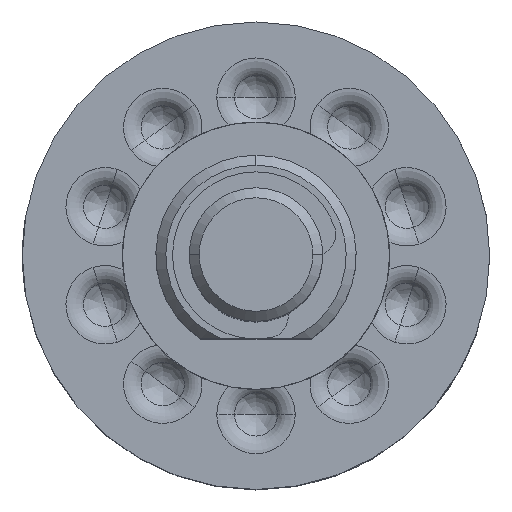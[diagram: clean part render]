
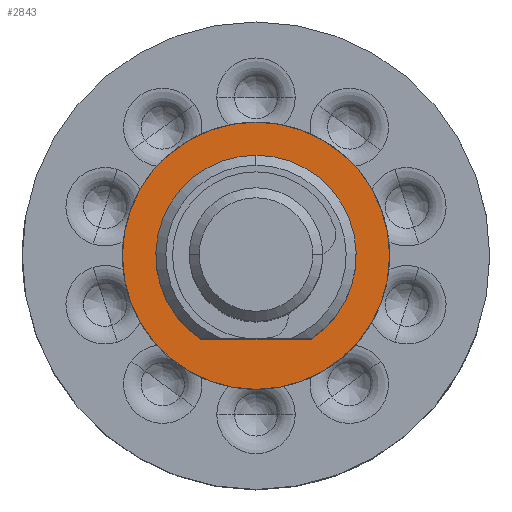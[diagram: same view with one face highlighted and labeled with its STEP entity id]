
A CAD part, top view. The second image highlights one B-rep face of the part: STEP entity #2843.
In plain terms, the highlighted planar face has unit normal (0, 0, 1).
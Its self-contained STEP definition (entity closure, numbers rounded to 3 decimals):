
#201 = EDGE_LOOP ( 'NONE', ( #15364, #15294 ) ) ;
#231 = DIRECTION ( 'NONE',  ( 0., 0., 1. ) ) ;
#599 = DIRECTION ( 'NONE',  ( 0., -1., 0. ) ) ;
#994 = ORIENTED_EDGE ( 'NONE', *, *, #15369, .T. ) ;
#1140 = FACE_OUTER_BOUND ( 'NONE', #201, .T. ) ;
#1269 = VERTEX_POINT ( 'NONE', #12020 ) ;
#1627 = VERTEX_POINT ( 'NONE', #8654 ) ;
#1847 = DIRECTION ( 'NONE',  ( -1., 0., 0. ) ) ;
#2843 = ADVANCED_FACE ( 'NONE', ( #5512, #1140 ), #13706, .T. ) ;
#2906 = DIRECTION ( 'NONE',  ( 0., -1., 0. ) ) ;
#3729 = DIRECTION ( 'NONE',  ( 0., -1., 0. ) ) ;
#4762 = DIRECTION ( 'NONE',  ( 0., -1., 0. ) ) ;
#4998 = ORIENTED_EDGE ( 'NONE', *, *, #5326, .F. ) ;
#5026 = ORIENTED_EDGE ( 'NONE', *, *, #9254, .F. ) ;
#5030 = CIRCLE ( 'NONE', #7754, 4. ) ;
#5326 = EDGE_CURVE ( 'NONE', #1269, #15001, #10778, .T. ) ;
#5419 = VERTEX_POINT ( 'NONE', #9520 ) ;
#5512 = FACE_BOUND ( 'NONE', #7483, .T. ) ;
#5538 = DIRECTION ( 'NONE',  ( 0., -1., 0. ) ) ;
#6529 = CARTESIAN_POINT ( 'NONE',  ( 0., 0., 0. ) ) ;
#7397 = EDGE_CURVE ( 'NONE', #5419, #1627, #5030, .T. ) ;
#7483 = EDGE_LOOP ( 'NONE', ( #5026, #994, #4998 ) ) ;
#7584 = CARTESIAN_POINT ( 'NONE',  ( 1.658, -2.5, 0. ) ) ;
#7754 = AXIS2_PLACEMENT_3D ( 'NONE', #11067, #231, #3729 ) ;
#8140 = AXIS2_PLACEMENT_3D ( 'NONE', #14126, #15194, #5538 ) ;
#8242 = CIRCLE ( 'NONE', #8140, 4. ) ;
#8654 = CARTESIAN_POINT ( 'NONE',  ( 0., 4., 0. ) ) ;
#9129 = LINE ( 'NONE', #14893, #10409 ) ;
#9254 = EDGE_CURVE ( 'NONE', #13309, #1269, #13521, .T. ) ;
#9520 = CARTESIAN_POINT ( 'NONE',  ( 0., -4., 0. ) ) ;
#9720 = EDGE_CURVE ( 'NONE', #1627, #5419, #8242, .T. ) ;
#10133 = DIRECTION ( 'NONE',  ( 0., 0., 1. ) ) ;
#10226 = CARTESIAN_POINT ( 'NONE',  ( 0., 0., 0. ) ) ;
#10409 = VECTOR ( 'NONE', #1847, 1000. ) ;
#10778 = CIRCLE ( 'NONE', #11132, 3. ) ;
#10780 = CARTESIAN_POINT ( 'NONE',  ( 0., 0., 0. ) ) ;
#11067 = CARTESIAN_POINT ( 'NONE',  ( 0., 0., 0. ) ) ;
#11132 = AXIS2_PLACEMENT_3D ( 'NONE', #10780, #15602, #4762 ) ;
#11468 = AXIS2_PLACEMENT_3D ( 'NONE', #6529, #13646, #599 ) ;
#12020 = CARTESIAN_POINT ( 'NONE',  ( 0., 3., 0. ) ) ;
#13309 = VERTEX_POINT ( 'NONE', #7584 ) ;
#13521 = CIRCLE ( 'NONE', #15543, 3. ) ;
#13646 = DIRECTION ( 'NONE',  ( 0., 0., 1. ) ) ;
#13706 = PLANE ( 'NONE',  #11468 ) ;
#14126 = CARTESIAN_POINT ( 'NONE',  ( 0., 0., 0. ) ) ;
#14893 = CARTESIAN_POINT ( 'NONE',  ( 0., -2.5, 0. ) ) ;
#15001 = VERTEX_POINT ( 'NONE', #15108 ) ;
#15108 = CARTESIAN_POINT ( 'NONE',  ( -1.658, -2.5, 0. ) ) ;
#15194 = DIRECTION ( 'NONE',  ( 0., 0., 1. ) ) ;
#15294 = ORIENTED_EDGE ( 'NONE', *, *, #7397, .T. ) ;
#15364 = ORIENTED_EDGE ( 'NONE', *, *, #9720, .T. ) ;
#15369 = EDGE_CURVE ( 'NONE', #13309, #15001, #9129, .T. ) ;
#15543 = AXIS2_PLACEMENT_3D ( 'NONE', #10226, #10133, #2906 ) ;
#15602 = DIRECTION ( 'NONE',  ( 0., 0., 1. ) ) ;
